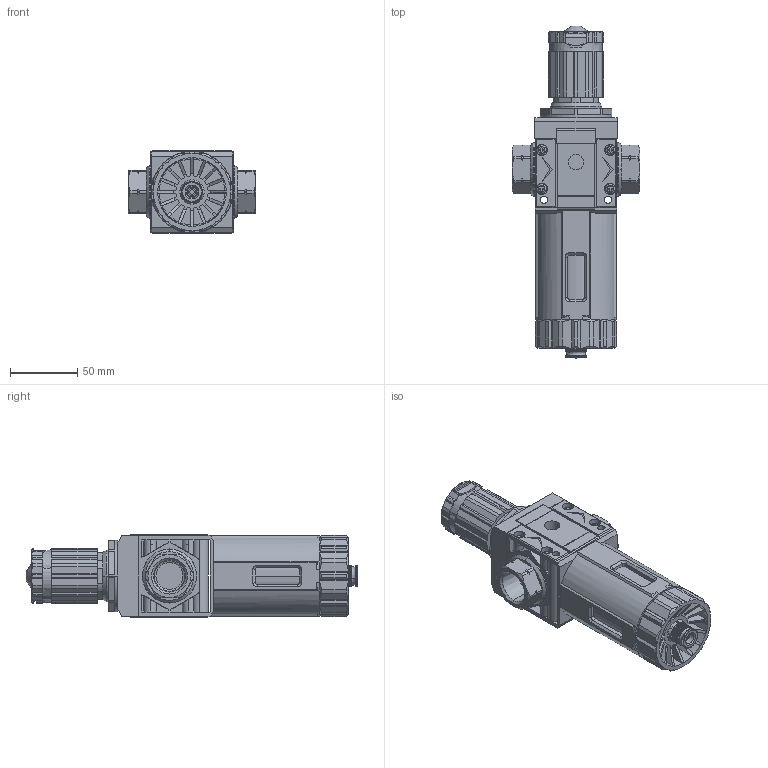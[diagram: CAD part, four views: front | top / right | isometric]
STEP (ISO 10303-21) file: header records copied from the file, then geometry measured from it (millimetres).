
FILE_DESCRIPTION (( 'STEP AP203' ), '1' );
FILE_NAME ('5U25B245.step', '2023-05-17T14:33:55', ( '' ), ( '' ), 'SwSTEP 2.0', 'SolidWorks 2021', '' );
FILE_SCHEMA (( 'CONFIG_CONTROL_DESIGN' ));
Products named in the file (1): 5U25B245
Bounding box: 94.5 x 246.2 x 61 mm (x, y, z)
Volume: 476170.6 mm3; surface area: 144095.1 mm2
Topology: 15 solids, 15 shells, 2047 faces, 5580 edges, 3598 vertices
Faces by surface type: plane 1264, cylinder 503, cone 185, bspline 95
Entity records: 69289 total; most frequent: CARTESIAN_POINT 17649, ORIENTED_EDGE 11160, DIRECTION 10418, EDGE_CURVE 5580, VERTEX_POINT 3598, AXIS2_PLACEMENT_3D 3486, LINE 3446, VECTOR 3446
